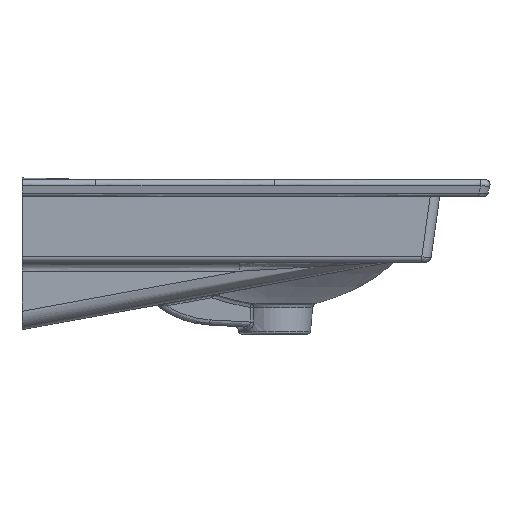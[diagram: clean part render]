
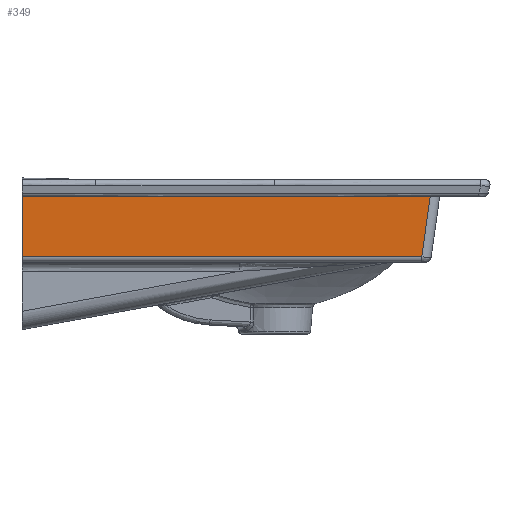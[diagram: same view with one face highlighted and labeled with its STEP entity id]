
A CAD part, left-side view. The second image highlights one B-rep face of the part: STEP entity #349.
In plain terms, the highlighted planar face has unit normal (-0.999, 0, -0.035).
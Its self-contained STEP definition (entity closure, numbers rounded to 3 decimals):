
#276=PLANE('',#3427);
#349=ADVANCED_FACE('',(#577),#276,.F.);
#577=FACE_OUTER_BOUND('',#773,.T.);
#773=EDGE_LOOP('',(#1450,#1451,#1452,#1453));
#1012=LINE('',#4087,#1050);
#1050=VECTOR('',#3575,1.);
#1450=ORIENTED_EDGE('',*,*,#2715,.F.);
#1451=ORIENTED_EDGE('',*,*,#2716,.F.);
#1452=ORIENTED_EDGE('',*,*,#2530,.T.);
#1453=ORIENTED_EDGE('',*,*,#2698,.T.);
#2186=VERTEX_POINT('',#4086);
#2187=VERTEX_POINT('',#4088);
#2306=VERTEX_POINT('',#16506);
#2318=VERTEX_POINT('',#16613);
#2530=EDGE_CURVE('',#2187,#2186,#1012,.T.);
#2698=EDGE_CURVE('',#2186,#2306,#3182,.T.);
#2715=EDGE_CURVE('',#2318,#2306,#3192,.T.);
#2716=EDGE_CURVE('',#2187,#2318,#3193,.T.);
#3182=B_SPLINE_CURVE_WITH_KNOTS('',1,(#16507,#16508),.UNSPECIFIED.,.F.,
 .F.,(2,2),(0.,1.),.UNSPECIFIED.);
#3192=B_SPLINE_CURVE_WITH_KNOTS('',3,(#16609,#16610,#16611,#16612),
 .UNSPECIFIED.,.F.,.F.,(4,4),(0.,1.),.UNSPECIFIED.);
#3193=B_SPLINE_CURVE_WITH_KNOTS('',1,(#16614,#16615),.UNSPECIFIED.,.F.,
 .F.,(2,2),(0.,1.),.UNSPECIFIED.);
#3427=AXIS2_PLACEMENT_3D('',#16616,#3641,#3642);
#3575=DIRECTION('',(0.035,0.,-0.999));
#3641=DIRECTION('',(0.999,0.,0.035));
#3642=DIRECTION('',(0.035,0.,-0.999));
#4086=CARTESIAN_POINT('',(-247.844,0.,-82.209));
#4087=CARTESIAN_POINT('',(-248.968,0.,-50.017));
#4088=CARTESIAN_POINT('',(-250.092,0.,-17.826));
#16506=CARTESIAN_POINT('',(-247.844,-427.104,-82.209));
#16507=CARTESIAN_POINT('',(-247.844,0.,-82.209));
#16508=CARTESIAN_POINT('',(-247.844,-427.104,-82.209));
#16609=CARTESIAN_POINT('',(-250.092,-436.152,-17.826));
#16610=CARTESIAN_POINT('',(-249.343,-433.136,-39.287));
#16611=CARTESIAN_POINT('',(-248.593,-430.12,-60.748));
#16612=CARTESIAN_POINT('',(-247.844,-427.104,-82.209));
#16613=CARTESIAN_POINT('',(-250.092,-436.152,-17.826));
#16614=CARTESIAN_POINT('',(-250.092,0.,-17.826));
#16615=CARTESIAN_POINT('',(-250.092,-436.152,-17.826));
#16616=CARTESIAN_POINT('',(-247.467,0.,-93.));
